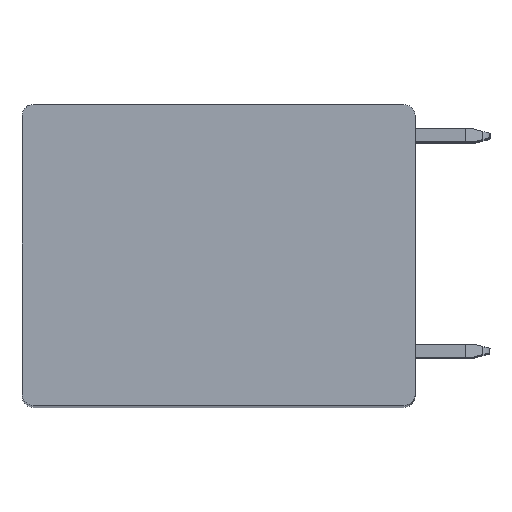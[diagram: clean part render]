
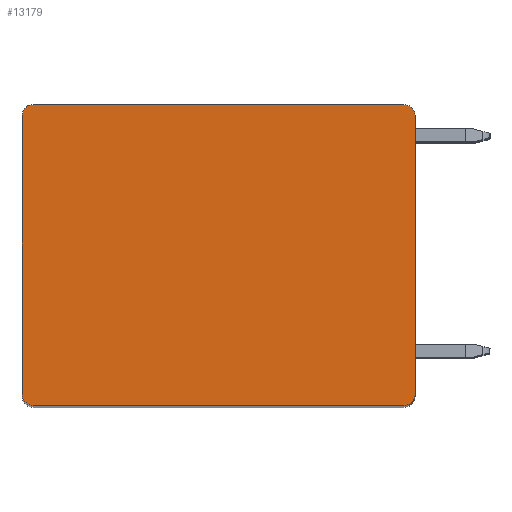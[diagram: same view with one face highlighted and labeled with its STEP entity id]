
A CAD part, top view. The second image highlights one B-rep face of the part: STEP entity #13179.
In plain terms, the highlighted planar face has unit normal (0, 0, 1).
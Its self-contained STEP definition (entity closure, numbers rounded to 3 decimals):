
#3133=CARTESIAN_POINT('',(-11.375,8.55,65.55));
#3134=DIRECTION('',(0.,0.,1.));
#3135=DIRECTION('',(0.,1.,0.));
#3136=AXIS2_PLACEMENT_3D('',#3133,#3134,#3135);
#3138=DIRECTION('',(-1.,0.,0.));
#3139=VECTOR('',#3138,22.75);
#3140=CARTESIAN_POINT('',(11.375,9.25,65.55));
#3141=LINE('',#3140,#3139);
#3142=CARTESIAN_POINT('',(11.375,8.55,65.55));
#3143=DIRECTION('',(0.,0.,1.));
#3144=DIRECTION('',(1.,0.,0.));
#3145=AXIS2_PLACEMENT_3D('',#3142,#3143,#3144);
#3147=DIRECTION('',(0.,1.,0.));
#3148=VECTOR('',#3147,17.1);
#3149=CARTESIAN_POINT('',(12.075,-8.55,65.55));
#3150=LINE('',#3149,#3148);
#3151=CARTESIAN_POINT('',(11.375,-8.55,65.55));
#3152=DIRECTION('',(0.,0.,1.));
#3153=DIRECTION('',(0.,-1.,0.));
#3154=AXIS2_PLACEMENT_3D('',#3151,#3152,#3153);
#3156=DIRECTION('',(1.,0.,0.));
#3157=VECTOR('',#3156,22.75);
#3158=CARTESIAN_POINT('',(-11.375,-9.25,65.55));
#3159=LINE('',#3158,#3157);
#3160=CARTESIAN_POINT('',(-11.375,-8.55,65.55));
#3161=DIRECTION('',(0.,0.,1.));
#3162=DIRECTION('',(-1.,0.,0.));
#3163=AXIS2_PLACEMENT_3D('',#3160,#3161,#3162);
#3165=DIRECTION('',(0.,-1.,0.));
#3166=VECTOR('',#3165,17.1);
#3167=CARTESIAN_POINT('',(-12.075,8.55,65.55));
#3168=LINE('',#3167,#3166);
#7413=CARTESIAN_POINT('',(-11.375,9.25,65.55));
#7414=CARTESIAN_POINT('',(-12.075,8.55,65.55));
#7415=VERTEX_POINT('',#7413);
#7416=VERTEX_POINT('',#7414);
#7421=CARTESIAN_POINT('',(12.075,8.55,65.55));
#7422=VERTEX_POINT('',#7421);
#7423=CARTESIAN_POINT('',(11.375,9.25,65.55));
#7424=VERTEX_POINT('',#7423);
#7429=CARTESIAN_POINT('',(11.375,-9.25,65.55));
#7430=VERTEX_POINT('',#7429);
#7431=CARTESIAN_POINT('',(12.075,-8.55,65.55));
#7432=VERTEX_POINT('',#7431);
#7437=CARTESIAN_POINT('',(-12.075,-8.55,65.55));
#7438=VERTEX_POINT('',#7437);
#7439=CARTESIAN_POINT('',(-11.375,-9.25,65.55));
#7440=VERTEX_POINT('',#7439);
#13164=CARTESIAN_POINT('',(0.,0.,65.55));
#13165=DIRECTION('',(0.,0.,1.));
#13166=DIRECTION('',(1.,0.,0.));
#13167=AXIS2_PLACEMENT_3D('',#13164,#13165,#13166);
#13168=PLANE('',#13167);
#13169=ORIENTED_EDGE('',*,*,#9196,.F.);
#13170=ORIENTED_EDGE('',*,*,#9738,.F.);
#13171=ORIENTED_EDGE('',*,*,#11523,.F.);
#13172=ORIENTED_EDGE('',*,*,#11538,.F.);
#13173=ORIENTED_EDGE('',*,*,#12865,.F.);
#13174=ORIENTED_EDGE('',*,*,#12880,.F.);
#13175=ORIENTED_EDGE('',*,*,#12893,.F.);
#13176=ORIENTED_EDGE('',*,*,#12905,.F.);
#13177=EDGE_LOOP('',(#13169,#13170,#13171,#13172,#13173,#13174,#13175,#13176));
#13178=FACE_OUTER_BOUND('',#13177,.F.);
#3137=CIRCLE('',#3136,0.7);
#3146=CIRCLE('',#3145,0.7);
#3155=CIRCLE('',#3154,0.7);
#3164=CIRCLE('',#3163,0.7);
#9196=EDGE_CURVE('',#7415,#7416,#3137,.T.);
#9738=EDGE_CURVE('',#7424,#7415,#3141,.T.);
#11523=EDGE_CURVE('',#7422,#7424,#3146,.T.);
#11538=EDGE_CURVE('',#7432,#7422,#3150,.T.);
#12865=EDGE_CURVE('',#7430,#7432,#3155,.T.);
#12880=EDGE_CURVE('',#7440,#7430,#3159,.T.);
#12893=EDGE_CURVE('',#7438,#7440,#3164,.T.);
#12905=EDGE_CURVE('',#7416,#7438,#3168,.T.);
#13179=ADVANCED_FACE('',(#13178),#13168,.T.);
